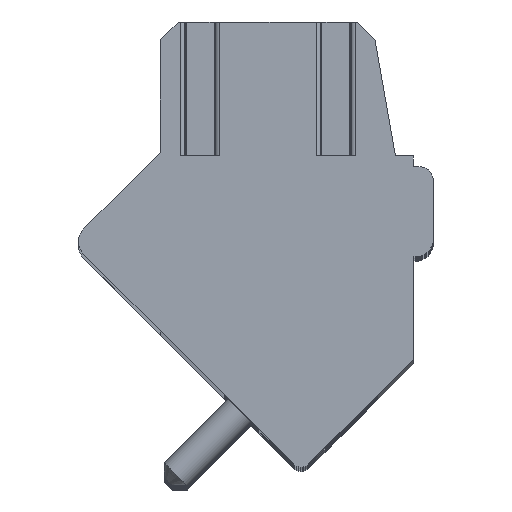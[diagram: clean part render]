
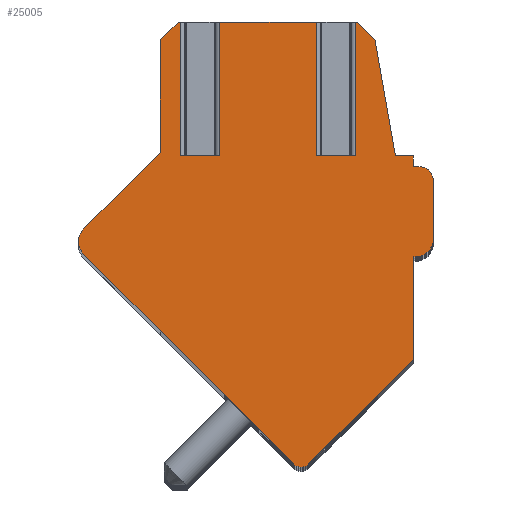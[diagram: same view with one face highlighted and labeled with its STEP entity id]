
A CAD part, top view. The second image highlights one B-rep face of the part: STEP entity #25005.
In plain terms, the highlighted planar face has unit normal (0, 0, 1).
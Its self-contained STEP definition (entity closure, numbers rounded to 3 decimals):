
#3068=DIRECTION('',(0.707,-0.707,0.));
#3069=VECTOR('',#3068,8.2);
#3070=CARTESIAN_POINT('',(-4.761,0.072,1.75));
#3071=LINE('',#3070,#3069);
#3556=DIRECTION('',(1.,0.,0.));
#3557=VECTOR('',#3556,1.07);
#3558=CARTESIAN_POINT('',(1.673,2.8,1.75));
#3559=LINE('',#3558,#3557);
#3560=DIRECTION('',(0.,1.,0.));
#3561=VECTOR('',#3560,3.7);
#3562=CARTESIAN_POINT('',(2.743,2.8,1.75));
#3563=LINE('',#3562,#3561);
#3564=DIRECTION('',(-1.,0.,0.));
#3565=VECTOR('',#3564,0.068);
#3566=CARTESIAN_POINT('',(2.811,6.5,1.75));
#3567=LINE('',#3566,#3565);
#3568=DIRECTION('',(-0.707,0.707,0.));
#3569=VECTOR('',#3568,0.677);
#3570=CARTESIAN_POINT('',(3.29,6.021,1.75));
#3571=LINE('',#3570,#3569);
#3572=DIRECTION('',(-0.174,0.985,0.));
#3573=VECTOR('',#3572,3.271);
#3574=CARTESIAN_POINT('',(3.858,2.8,1.75));
#3575=LINE('',#3574,#3573);
#3576=DIRECTION('',(-1.,0.,0.));
#3577=VECTOR('',#3576,0.5);
#3578=CARTESIAN_POINT('',(4.358,2.8,1.75));
#3579=LINE('',#3578,#3577);
#3580=DIRECTION('',(0.,1.,0.));
#3581=VECTOR('',#3580,0.3);
#3582=CARTESIAN_POINT('',(4.358,2.5,1.75));
#3583=LINE('',#3582,#3581);
#3584=DIRECTION('',(-1.,0.,0.));
#3585=VECTOR('',#3584,0.15);
#3586=CARTESIAN_POINT('',(4.508,2.5,1.75));
#3587=LINE('',#3586,#3585);
#3588=CARTESIAN_POINT('',(4.508,2.1,1.75));
#3589=DIRECTION('',(0.,0.,1.));
#3590=DIRECTION('',(1.,0.,0.));
#3591=AXIS2_PLACEMENT_3D('',#3588,#3589,#3590);
#3593=DIRECTION('',(0.,1.,0.));
#3594=VECTOR('',#3593,1.6);
#3595=CARTESIAN_POINT('',(4.908,0.5,1.75));
#3596=LINE('',#3595,#3594);
#3597=CARTESIAN_POINT('',(4.408,0.5,1.75));
#3598=DIRECTION('',(0.,0.,1.));
#3599=DIRECTION('',(0.,-1.,0.));
#3600=AXIS2_PLACEMENT_3D('',#3597,#3598,#3599);
#3602=DIRECTION('',(1.,0.,0.));
#3603=VECTOR('',#3602,0.05);
#3604=CARTESIAN_POINT('',(4.358,0.,1.75));
#3605=LINE('',#3604,#3603);
#3606=DIRECTION('',(0.,1.,0.));
#3607=VECTOR('',#3606,2.83);
#3608=CARTESIAN_POINT('',(4.358,-2.83,1.75));
#3609=LINE('',#3608,#3607);
#3610=DIRECTION('',(0.707,0.707,0.));
#3611=VECTOR('',#3610,4.096);
#3612=CARTESIAN_POINT('',(1.461,-5.727,1.75));
#3613=LINE('',#3612,#3611);
#3614=CARTESIAN_POINT('',(1.249,-5.515,1.75));
#3615=DIRECTION('',(0.,0.,1.));
#3616=DIRECTION('',(-0.707,-0.707,0.));
#3617=AXIS2_PLACEMENT_3D('',#3614,#3615,#3616);
#3619=CARTESIAN_POINT('',(-4.408,0.425,1.75));
#3620=DIRECTION('',(0.,0.,1.));
#3621=DIRECTION('',(-0.707,0.707,0.));
#3622=AXIS2_PLACEMENT_3D('',#3619,#3620,#3621);
#3624=DIRECTION('',(-0.707,-0.707,0.));
#3625=VECTOR('',#3624,2.997);
#3626=CARTESIAN_POINT('',(-2.642,2.898,1.75));
#3627=LINE('',#3626,#3625);
#3628=DIRECTION('',(0.,-1.,0.));
#3629=VECTOR('',#3628,3.111);
#3630=CARTESIAN_POINT('',(-2.642,6.009,1.75));
#3631=LINE('',#3630,#3629);
#3632=DIRECTION('',(-0.707,-0.707,0.));
#3633=VECTOR('',#3632,0.694);
#3634=CARTESIAN_POINT('',(-2.151,6.5,1.75));
#3635=LINE('',#3634,#3633);
#3636=DIRECTION('',(-1.,0.,0.));
#3637=VECTOR('',#3636,0.074);
#3638=CARTESIAN_POINT('',(-2.077,6.5,1.75));
#3639=LINE('',#3638,#3637);
#3640=DIRECTION('',(0.,1.,0.));
#3641=VECTOR('',#3640,3.7);
#3642=CARTESIAN_POINT('',(-2.077,2.8,1.75));
#3643=LINE('',#3642,#3641);
#3644=DIRECTION('',(1.,0.,0.));
#3645=VECTOR('',#3644,1.07);
#3646=CARTESIAN_POINT('',(-2.077,2.8,1.75));
#3647=LINE('',#3646,#3645);
#3648=DIRECTION('',(0.,1.,0.));
#3649=VECTOR('',#3648,3.7);
#3650=CARTESIAN_POINT('',(-1.007,2.8,1.75));
#3651=LINE('',#3650,#3649);
#3652=DIRECTION('',(-1.,0.,0.));
#3653=VECTOR('',#3652,2.68);
#3654=CARTESIAN_POINT('',(1.673,6.5,1.75));
#3655=LINE('',#3654,#3653);
#3656=DIRECTION('',(0.,1.,0.));
#3657=VECTOR('',#3656,3.7);
#3658=CARTESIAN_POINT('',(1.673,2.8,1.75));
#3659=LINE('',#3658,#3657);
#16403=CARTESIAN_POINT('',(1.673,2.8,1.75));
#16404=CARTESIAN_POINT('',(2.743,2.8,1.75));
#16405=VERTEX_POINT('',#16403);
#16406=VERTEX_POINT('',#16404);
#16407=CARTESIAN_POINT('',(2.743,6.5,1.75));
#16408=VERTEX_POINT('',#16407);
#16409=CARTESIAN_POINT('',(1.673,6.5,1.75));
#16410=VERTEX_POINT('',#16409);
#16423=CARTESIAN_POINT('',(-2.077,2.8,1.75));
#16424=CARTESIAN_POINT('',(-1.007,2.8,1.75));
#16425=VERTEX_POINT('',#16423);
#16426=VERTEX_POINT('',#16424);
#16427=CARTESIAN_POINT('',(-1.007,6.5,1.75));
#16428=VERTEX_POINT('',#16427);
#16429=CARTESIAN_POINT('',(-2.077,6.5,1.75));
#16430=VERTEX_POINT('',#16429);
#16521=CARTESIAN_POINT('',(1.037,-5.727,1.75));
#16522=CARTESIAN_POINT('',(1.461,-5.727,1.75));
#16523=VERTEX_POINT('',#16521);
#16524=VERTEX_POINT('',#16522);
#16525=CARTESIAN_POINT('',(4.358,-2.83,1.75));
#16526=VERTEX_POINT('',#16525);
#16527=CARTESIAN_POINT('',(4.358,0.,1.75));
#16528=VERTEX_POINT('',#16527);
#16529=CARTESIAN_POINT('',(4.408,0.,1.75));
#16530=VERTEX_POINT('',#16529);
#16531=CARTESIAN_POINT('',(4.908,0.5,1.75));
#16532=VERTEX_POINT('',#16531);
#16533=CARTESIAN_POINT('',(4.908,2.1,1.75));
#16534=VERTEX_POINT('',#16533);
#16535=CARTESIAN_POINT('',(4.508,2.5,1.75));
#16536=VERTEX_POINT('',#16535);
#16537=CARTESIAN_POINT('',(4.358,2.5,1.75));
#16538=VERTEX_POINT('',#16537);
#16539=CARTESIAN_POINT('',(4.358,2.8,1.75));
#16540=VERTEX_POINT('',#16539);
#16541=CARTESIAN_POINT('',(3.858,2.8,1.75));
#16542=VERTEX_POINT('',#16541);
#16543=CARTESIAN_POINT('',(3.29,6.021,1.75));
#16544=VERTEX_POINT('',#16543);
#16545=CARTESIAN_POINT('',(2.811,6.5,1.75));
#16546=VERTEX_POINT('',#16545);
#16547=CARTESIAN_POINT('',(-2.151,6.5,1.75));
#16548=CARTESIAN_POINT('',(-2.642,6.009,1.75));
#16549=VERTEX_POINT('',#16547);
#16550=VERTEX_POINT('',#16548);
#16551=CARTESIAN_POINT('',(-4.761,0.779,1.75));
#16552=CARTESIAN_POINT('',(-4.761,0.072,1.75));
#16553=VERTEX_POINT('',#16551);
#16554=VERTEX_POINT('',#16552);
#16559=CARTESIAN_POINT('',(-2.642,2.898,1.75));
#16561=VERTEX_POINT('',#16559);
#24962=CARTESIAN_POINT('',(0.,0.,1.75));
#24963=DIRECTION('',(0.,0.,1.));
#24964=DIRECTION('',(1.,0.,0.));
#24965=AXIS2_PLACEMENT_3D('',#24962,#24963,#24964);
#24966=PLANE('',#24965);
#24968=ORIENTED_EDGE('',*,*,#24967,.T.);
#24970=ORIENTED_EDGE('',*,*,#24969,.T.);
#24971=ORIENTED_EDGE('',*,*,#21096,.F.);
#24972=ORIENTED_EDGE('',*,*,#21378,.F.);
#24973=ORIENTED_EDGE('',*,*,#21392,.F.);
#24974=ORIENTED_EDGE('',*,*,#21406,.F.);
#24975=ORIENTED_EDGE('',*,*,#21579,.F.);
#24976=ORIENTED_EDGE('',*,*,#21595,.F.);
#24977=ORIENTED_EDGE('',*,*,#22312,.F.);
#24978=ORIENTED_EDGE('',*,*,#22624,.F.);
#24979=ORIENTED_EDGE('',*,*,#22936,.F.);
#24980=ORIENTED_EDGE('',*,*,#23248,.F.);
#24981=ORIENTED_EDGE('',*,*,#23567,.F.);
#24982=ORIENTED_EDGE('',*,*,#24319,.F.);
#24983=ORIENTED_EDGE('',*,*,#24569,.F.);
#24984=ORIENTED_EDGE('',*,*,#24370,.F.);
#24986=ORIENTED_EDGE('',*,*,#24985,.F.);
#24988=ORIENTED_EDGE('',*,*,#24987,.F.);
#24990=ORIENTED_EDGE('',*,*,#24989,.F.);
#24992=ORIENTED_EDGE('',*,*,#24991,.F.);
#24993=ORIENTED_EDGE('',*,*,#21128,.F.);
#24995=ORIENTED_EDGE('',*,*,#24994,.F.);
#24997=ORIENTED_EDGE('',*,*,#24996,.T.);
#24999=ORIENTED_EDGE('',*,*,#24998,.T.);
#25000=ORIENTED_EDGE('',*,*,#21112,.F.);
#25002=ORIENTED_EDGE('',*,*,#25001,.F.);
#25003=EDGE_LOOP('',(#24968,#24970,#24971,#24972,#24973,#24974,#24975,#24976,
#24977,#24978,#24979,#24980,#24981,#24982,#24983,#24984,#24986,#24988,#24990,
#24992,#24993,#24995,#24997,#24999,#25000,#25002));
#25004=FACE_OUTER_BOUND('',#25003,.F.);
#3592=CIRCLE('',#3591,0.4);
#3601=CIRCLE('',#3600,0.5);
#3618=CIRCLE('',#3617,0.3);
#3623=CIRCLE('',#3622,0.5);
#21096=EDGE_CURVE('',#16546,#16408,#3567,.T.);
#21112=EDGE_CURVE('',#16410,#16428,#3655,.T.);
#21128=EDGE_CURVE('',#16430,#16549,#3639,.T.);
#21378=EDGE_CURVE('',#16544,#16546,#3571,.T.);
#21392=EDGE_CURVE('',#16542,#16544,#3575,.T.);
#21406=EDGE_CURVE('',#16540,#16542,#3579,.T.);
#21579=EDGE_CURVE('',#16538,#16540,#3583,.T.);
#21595=EDGE_CURVE('',#16536,#16538,#3587,.T.);
#22312=EDGE_CURVE('',#16534,#16536,#3592,.T.);
#22624=EDGE_CURVE('',#16532,#16534,#3596,.T.);
#22936=EDGE_CURVE('',#16530,#16532,#3601,.T.);
#23248=EDGE_CURVE('',#16528,#16530,#3605,.T.);
#23567=EDGE_CURVE('',#16526,#16528,#3609,.T.);
#24319=EDGE_CURVE('',#16524,#16526,#3613,.T.);
#24370=EDGE_CURVE('',#16554,#16523,#3071,.T.);
#24569=EDGE_CURVE('',#16523,#16524,#3618,.T.);
#24967=EDGE_CURVE('',#16405,#16406,#3559,.T.);
#24969=EDGE_CURVE('',#16406,#16408,#3563,.T.);
#24985=EDGE_CURVE('',#16553,#16554,#3623,.T.);
#24987=EDGE_CURVE('',#16561,#16553,#3627,.T.);
#24989=EDGE_CURVE('',#16550,#16561,#3631,.T.);
#24991=EDGE_CURVE('',#16549,#16550,#3635,.T.);
#24994=EDGE_CURVE('',#16425,#16430,#3643,.T.);
#24996=EDGE_CURVE('',#16425,#16426,#3647,.T.);
#24998=EDGE_CURVE('',#16426,#16428,#3651,.T.);
#25001=EDGE_CURVE('',#16405,#16410,#3659,.T.);
#25005=ADVANCED_FACE('',(#25004),#24966,.T.);
